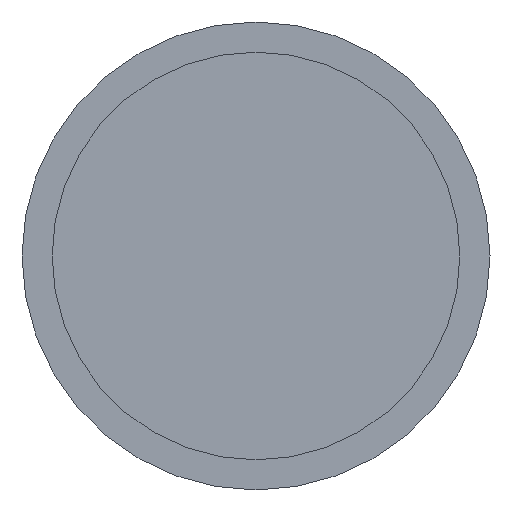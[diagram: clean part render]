
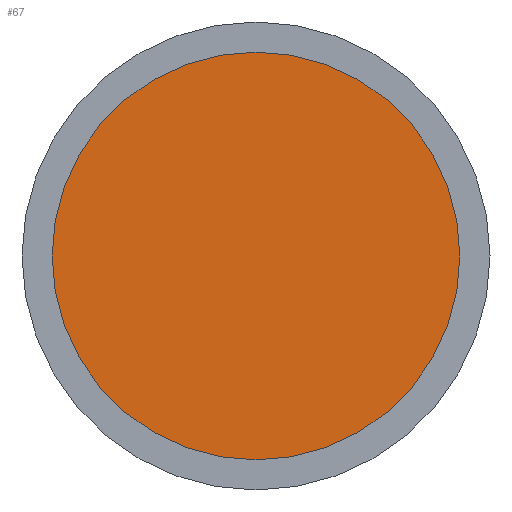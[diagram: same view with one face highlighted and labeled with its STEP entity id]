
A CAD part, left-side view. The second image highlights one B-rep face of the part: STEP entity #67.
In plain terms, the highlighted planar face has unit normal (-1, 0, 0).
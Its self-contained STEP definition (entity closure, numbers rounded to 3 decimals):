
#67 = ADVANCED_FACE( '', ( #143 ), #144, .F. );
#143 = FACE_OUTER_BOUND( '', #216, .T. );
#144 = PLANE( '', #217 );
#216 = EDGE_LOOP( '', ( #309 ) );
#217 = AXIS2_PLACEMENT_3D( '', #310, #311, #312 );
#309 = ORIENTED_EDGE( '', *, *, #339, .F. );
#310 = CARTESIAN_POINT( '', ( -49.9, 0., 0. ) );
#311 = DIRECTION( '', ( 1., 0., 0. ) );
#312 = DIRECTION( '', ( 0., 1., 0. ) );
#339 = EDGE_CURVE( '', #377, #377, #378, .T. );
#377 = VERTEX_POINT( '', #426 );
#378 = CIRCLE( '', #427, 8.8 );
#426 = CARTESIAN_POINT( '', ( -49.9, 8.8, 0. ) );
#427 = AXIS2_PLACEMENT_3D( '', #477, #478, #479 );
#477 = CARTESIAN_POINT( '', ( -49.9, 0., 0. ) );
#478 = DIRECTION( '', ( 1., 0., 0. ) );
#479 = DIRECTION( '', ( 0., 1., 0. ) );
